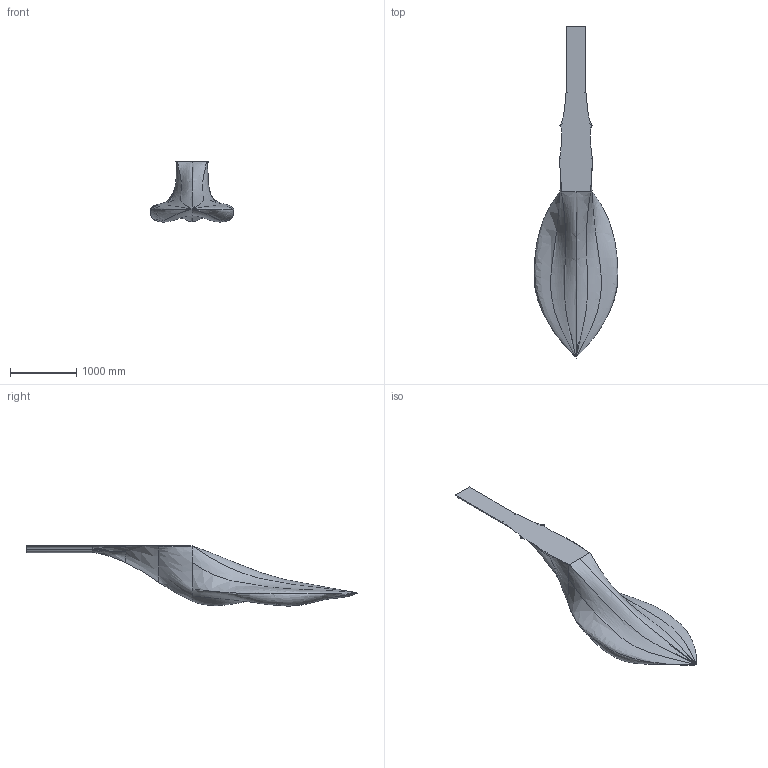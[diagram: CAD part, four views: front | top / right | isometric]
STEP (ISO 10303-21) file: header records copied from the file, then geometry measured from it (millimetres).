
FILE_DESCRIPTION(/* description */ ('','CAx-IF Rec.Pracs.---Representation and Presentation of Product Manufacturing Information (PMI)---4.0---2014-10-13'),/* implementation_level */ '2;1');
FILE_NAME(/* name */ 'no array v0.step',/* time_stamp */ '2024-12-13T17:14:48-08:00',/* author */ (''),/* organization */ (''),/* preprocessor_version */ 'ST-DEVELOPER v20',/* originating_system */ 'Autodesk Translation Framework v13.20.0.188',/* authorisation */ '');
FILE_SCHEMA (('AP242_MANAGED_MODEL_BASED_3D_ENGINEERING_MIM_LF { 1 0 10303 442 1 1 4 }'));
Length unit declared in the file: metre
Products named in the file (1): no array
Bounding box: 1263.48 x 5000 x 905.99 mm (x, y, z)
Volume: 835640826.8 mm3; surface area: 8723202.3 mm2
Topology: 1 solids, 1 shells, 44 faces, 126 edges, 72 vertices
Faces by surface type: bspline 35, plane 5, cylinder 4
Entity records: 9464 total; most frequent: CARTESIAN_POINT 8657, ORIENTED_EDGE 228, EDGE_CURVE 114, VERTEX_POINT 72, B_SPLINE_CURVE_WITH_KNOTS 64, DIRECTION 54, FACE_OUTER_BOUND 44, EDGE_LOOP 44
